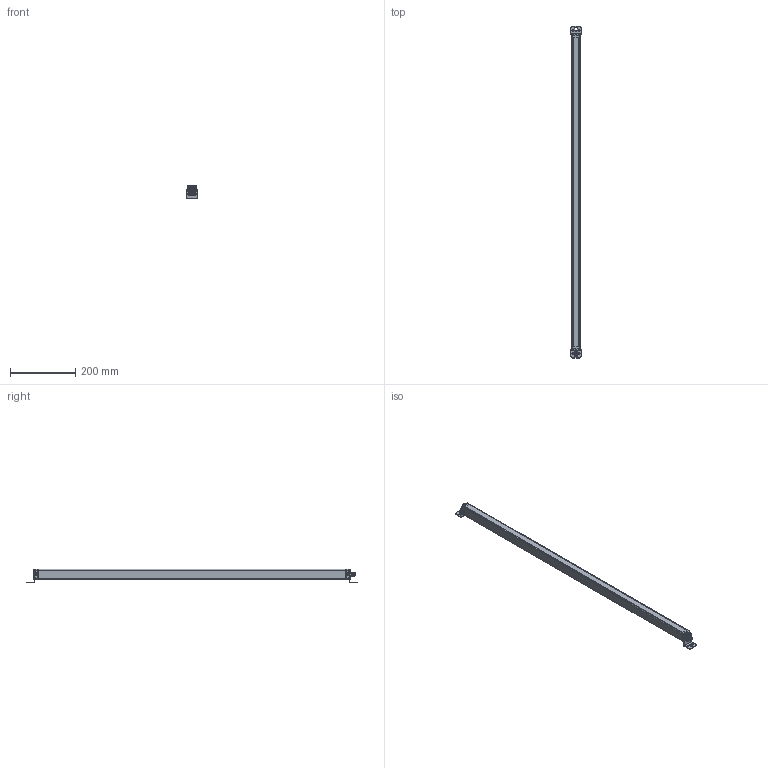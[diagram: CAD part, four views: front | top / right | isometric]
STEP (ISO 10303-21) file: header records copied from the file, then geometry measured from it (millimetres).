
FILE_DESCRIPTION((''),'2;1');
FILE_NAME('139570_SM01_ASM','2023-04-14T08:09:13',('banengservice'),('BANNER ENGINEERING'),'CREO PARAMETRIC BY PTC INC, 2022414','CREO PARAMETRIC BY PTC INC, 2022414','');
FILE_SCHEMA(('CONFIG_CONTROL_DESIGN'));
Length unit declared in the file: inch
Products named in the file (5): 139570_EP01; 139570_PL01; 48461; 46544; 139570_SM01_ASM
Assembly tree (8 placements, depth 2):
  139570_SM01_ASM
    139570_EP01
    139570_PL01
    48461  x2
    46544  x4
Bounding box: 31.75 x 1018.1 x 42.57 mm (x, y, z)
Surface area: 223692.8 mm2
Topology: 12 solids, 12 shells, 863 faces, 2132 edges, 1313 vertices
Faces by surface type: cylinder 394, plane 279, sphere 64, torus 60, bspline 45, cone 21
Entity records: 29070 total; most frequent: CARTESIAN_POINT 13748, DIRECTION 3282, ORIENTED_EDGE 3140, EDGE_CURVE 1570, AXIS2_PLACEMENT_3D 1254, VERTEX_POINT 987, VECTOR 774, LINE 774
